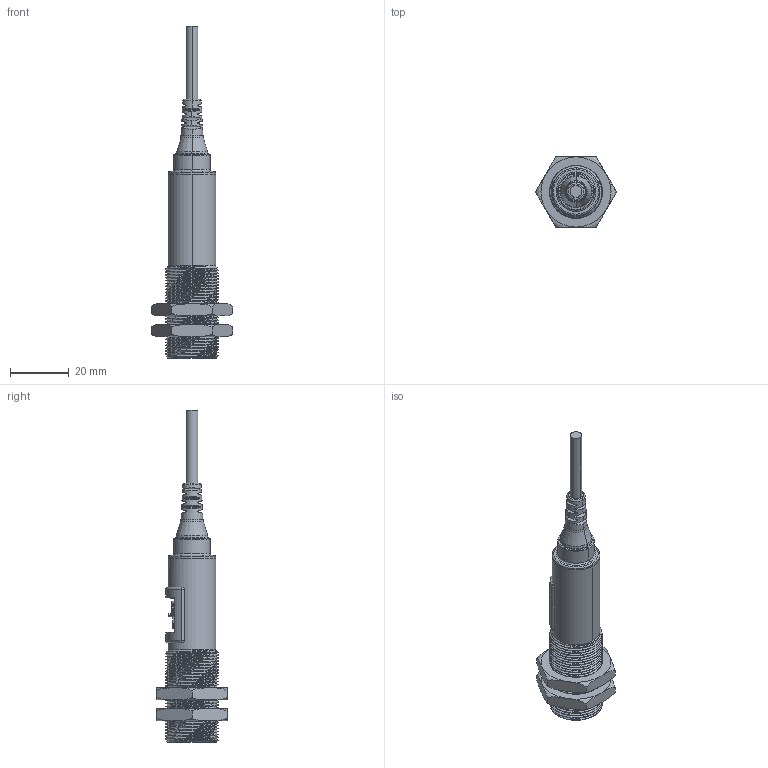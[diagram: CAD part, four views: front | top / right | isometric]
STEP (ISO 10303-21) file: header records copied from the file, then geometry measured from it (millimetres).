
FILE_DESCRIPTION((''),'2;1');
FILE_NAME('185175_ASM','2014-12-18T',('pdmadmin'),(''),'PRO/ENGINEER BY PARAMETRIC TECHNOLOGY CORPORATION, 2013230','PRO/ENGINEER BY PARAMETRIC TECHNOLOGY CORPORATION, 2013230','');
FILE_SCHEMA(('CONFIG_CONTROL_DESIGN'));
Length unit declared in the file: inch
Products named in the file (18): 171004; 181524; 168371; 168370; 168371_ASM; 168368; 168367_AF0; 168367_AF1; 168369_ASM; 168362; 175025; 175000; 175000_ASM; 173451_AF0; 168361; 168376_ASM; 08076; 185175_ASM
Assembly tree (21 placements, depth 4):
  185175_ASM
    171004
    181524
    168371_ASM
      168371
      168370
    168369_ASM
      168368
      168367_AF0
      168367_AF1
    168376_ASM
      175000_ASM
        168362
        175025  x4
        175000
      173451_AF0
      168361
    08076  x2
Bounding box: 27.57 x 23.88 x 113 mm (x, y, z)
Volume: 8478.5 mm3; surface area: 15527.4 mm2
Topology: 17 solids, 19 shells, 743 faces, 1775 edges, 1095 vertices
Faces by surface type: cylinder 284, plane 215, cone 90, torus 75, bspline 69, sphere 10
Entity records: 33486 total; most frequent: CARTESIAN_POINT 18328, ORIENTED_EDGE 3146, DIRECTION 2994, EDGE_CURVE 1575, AXIS2_PLACEMENT_3D 1175, VERTEX_POINT 988, EDGE_LOOP 727, FACE_OUTER_BOUND 653
